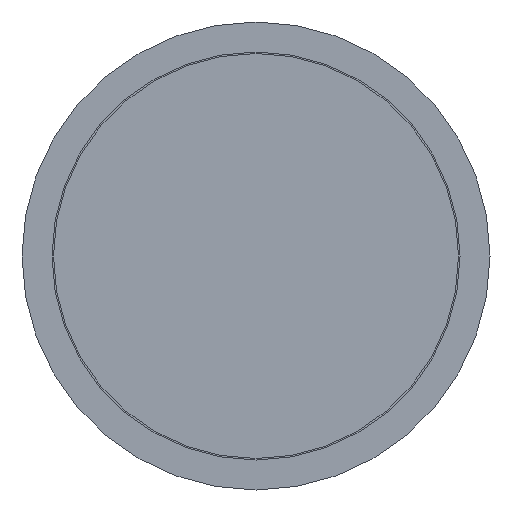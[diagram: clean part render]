
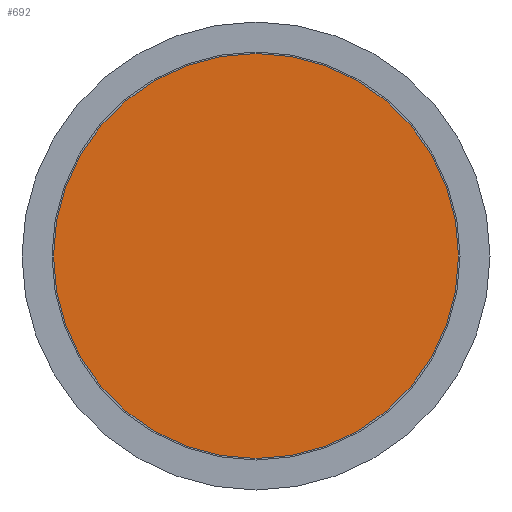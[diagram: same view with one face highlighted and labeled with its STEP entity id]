
A CAD part, front view. The second image highlights one B-rep face of the part: STEP entity #692.
In plain terms, the highlighted planar face has unit normal (0, -1, 0).
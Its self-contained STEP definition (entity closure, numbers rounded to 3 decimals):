
#21 = EDGE_LOOP ( 'NONE', ( #446 ) ) ;
#58 = CARTESIAN_POINT ( 'NONE',  ( 0., 0., -33.75 ) ) ;
#79 = AXIS2_PLACEMENT_3D ( 'NONE', #842, #549, #555 ) ;
#241 = AXIS2_PLACEMENT_3D ( 'NONE', #754, #300, #608 ) ;
#300 = DIRECTION ( 'NONE',  ( 0., -1., 0. ) ) ;
#326 = PLANE ( 'NONE',  #79 ) ;
#421 = EDGE_CURVE ( 'NONE', #820, #820, #546, .T. ) ;
#446 = ORIENTED_EDGE ( 'NONE', *, *, #421, .T. ) ;
#546 = CIRCLE ( 'NONE', #241, 33.75 ) ;
#549 = DIRECTION ( 'NONE',  ( 0., 1., 0. ) ) ;
#555 = DIRECTION ( 'NONE',  ( 0., 0., 1. ) ) ;
#608 = DIRECTION ( 'NONE',  ( 0., 0., -1. ) ) ;
#618 = FACE_OUTER_BOUND ( 'NONE', #21, .T. ) ;
#692 = ADVANCED_FACE ( 'NONE', ( #618 ), #326, .F. ) ;
#754 = CARTESIAN_POINT ( 'NONE',  ( 0., 0., 0. ) ) ;
#820 = VERTEX_POINT ( 'NONE', #58 ) ;
#842 = CARTESIAN_POINT ( 'NONE',  ( -33.75, 0., 0. ) ) ;
